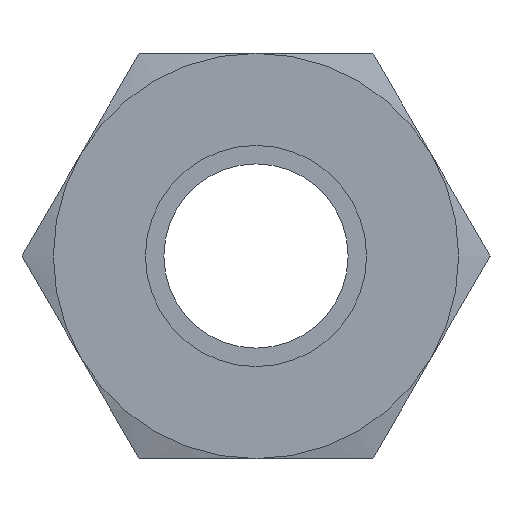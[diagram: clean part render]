
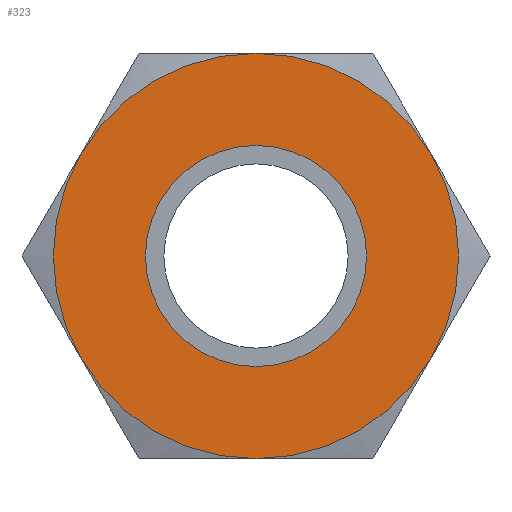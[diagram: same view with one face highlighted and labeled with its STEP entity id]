
A CAD part, left-side view. The second image highlights one B-rep face of the part: STEP entity #323.
In plain terms, the highlighted face is planar.
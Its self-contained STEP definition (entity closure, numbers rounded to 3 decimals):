
#323 = ADVANCED_FACE( '', ( #661, #662 ), #663, .F. );
#661 = FACE_BOUND( '', #1009, .T. );
#662 = FACE_OUTER_BOUND( '', #1010, .T. );
#663 = PLANE( '', #1011 );
#1009 = EDGE_LOOP( '', ( #1707 ) );
#1010 = EDGE_LOOP( '', ( #1708, #1709, #1710, #1711, #1712, #1713 ) );
#1011 = AXIS2_PLACEMENT_3D( '', #1714, #1715, #1716 );
#1707 = ORIENTED_EDGE( '', *, *, #2198, .F. );
#1708 = ORIENTED_EDGE( '', *, *, #2158, .T. );
#1709 = ORIENTED_EDGE( '', *, *, #2224, .T. );
#1710 = ORIENTED_EDGE( '', *, *, #2225, .T. );
#1711 = ORIENTED_EDGE( '', *, *, #2150, .T. );
#1712 = ORIENTED_EDGE( '', *, *, #2076, .T. );
#1713 = ORIENTED_EDGE( '', *, *, #2226, .T. );
#1714 = CARTESIAN_POINT( '', ( 15.5, 11., 0. ) );
#1715 = DIRECTION( '', ( -1., 0., 0. ) );
#1716 = DIRECTION( '', ( 0., 0., 1. ) );
#2076 = EDGE_CURVE( '', #2480, #2483, #2485, .T. );
#2150 = EDGE_CURVE( '', #2592, #2480, #2596, .T. );
#2158 = EDGE_CURVE( '', #2605, #2606, #2607, .T. );
#2198 = EDGE_CURVE( '', #2656, #2656, #2657, .F. );
#2224 = EDGE_CURVE( '', #2606, #2633, #2688, .T. );
#2225 = EDGE_CURVE( '', #2633, #2592, #2689, .T. );
#2226 = EDGE_CURVE( '', #2483, #2605, #2690, .T. );
#2480 = VERTEX_POINT( '', #3052 );
#2483 = VERTEX_POINT( '', #3060 );
#2485 = CIRCLE( '', #3067, 11. );
#2592 = VERTEX_POINT( '', #3263 );
#2596 = CIRCLE( '', #3277, 11. );
#2605 = VERTEX_POINT( '', #3297 );
#2606 = VERTEX_POINT( '', #3298 );
#2607 = CIRCLE( '', #3299, 11. );
#2633 = VERTEX_POINT( '', #3350 );
#2656 = VERTEX_POINT( '', #3412 );
#2657 = CIRCLE( '', #3413, 6. );
#2688 = CIRCLE( '', #3466, 11. );
#2689 = CIRCLE( '', #3467, 11. );
#2690 = CIRCLE( '', #3468, 11. );
#3052 = CARTESIAN_POINT( '', ( 15.5, -9.526, 5.5 ) );
#3060 = CARTESIAN_POINT( '', ( 15.5, -9.526, -5.5 ) );
#3067 = AXIS2_PLACEMENT_3D( '', #3704, #3705, #3706 );
#3263 = CARTESIAN_POINT( '', ( 15.5, 0., 11. ) );
#3277 = AXIS2_PLACEMENT_3D( '', #3774, #3775, #3776 );
#3297 = CARTESIAN_POINT( '', ( 15.5, 0., -11. ) );
#3298 = CARTESIAN_POINT( '', ( 15.5, 9.526, -5.5 ) );
#3299 = AXIS2_PLACEMENT_3D( '', #3781, #3782, #3783 );
#3350 = CARTESIAN_POINT( '', ( 15.5, 9.526, 5.5 ) );
#3412 = CARTESIAN_POINT( '', ( 15.5, 0., 6. ) );
#3413 = AXIS2_PLACEMENT_3D( '', #3808, #3809, #3810 );
#3466 = AXIS2_PLACEMENT_3D( '', #3830, #3831, #3832 );
#3467 = AXIS2_PLACEMENT_3D( '', #3833, #3834, #3835 );
#3468 = AXIS2_PLACEMENT_3D( '', #3836, #3837, #3838 );
#3704 = CARTESIAN_POINT( '', ( 15.5, 0., 0. ) );
#3705 = DIRECTION( '', ( 1., 0., 0. ) );
#3706 = DIRECTION( '', ( 0., 0., -1. ) );
#3774 = CARTESIAN_POINT( '', ( 15.5, 0., 0. ) );
#3775 = DIRECTION( '', ( 1., 0., 0. ) );
#3776 = DIRECTION( '', ( 0., 0., -1. ) );
#3781 = CARTESIAN_POINT( '', ( 15.5, 0., 0. ) );
#3782 = DIRECTION( '', ( 1., 0., 0. ) );
#3783 = DIRECTION( '', ( 0., 0., -1. ) );
#3808 = CARTESIAN_POINT( '', ( 15.5, 0., 0. ) );
#3809 = DIRECTION( '', ( -1., 0., 0. ) );
#3810 = DIRECTION( '', ( 0., 0., 1. ) );
#3830 = CARTESIAN_POINT( '', ( 15.5, 0., 0. ) );
#3831 = DIRECTION( '', ( 1., 0., 0. ) );
#3832 = DIRECTION( '', ( 0., 0., -1. ) );
#3833 = CARTESIAN_POINT( '', ( 15.5, 0., 0. ) );
#3834 = DIRECTION( '', ( 1., 0., 0. ) );
#3835 = DIRECTION( '', ( 0., 0., -1. ) );
#3836 = CARTESIAN_POINT( '', ( 15.5, 0., 0. ) );
#3837 = DIRECTION( '', ( 1., 0., 0. ) );
#3838 = DIRECTION( '', ( 0., 0., -1. ) );
